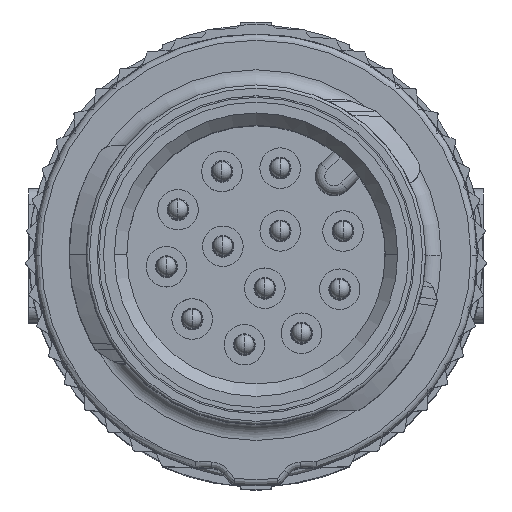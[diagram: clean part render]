
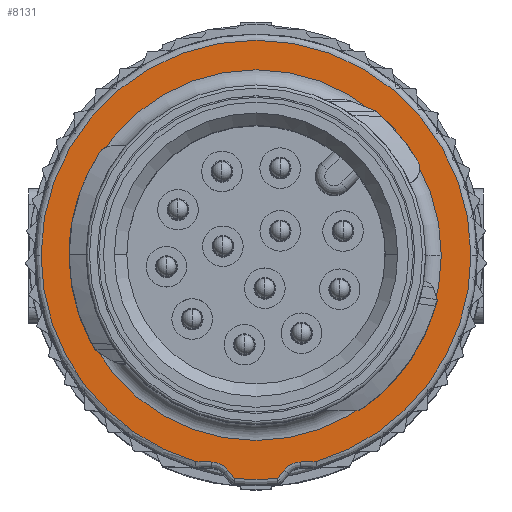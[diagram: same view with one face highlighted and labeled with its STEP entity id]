
A CAD part, top view. The second image highlights one B-rep face of the part: STEP entity #8131.
In plain terms, the highlighted planar face has unit normal (0, 0, 1).
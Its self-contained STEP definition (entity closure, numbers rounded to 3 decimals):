
#6 = VERTEX_POINT ( 'NONE', #20943 ) ;
#39 = DIRECTION ( 'NONE',  ( -0.777, 0.629, 0. ) ) ;
#286 = DIRECTION ( 'NONE',  ( 0., 0., -1. ) ) ;
#297 = CARTESIAN_POINT ( 'NONE',  ( -0.901, -6.901, 0. ) ) ;
#428 = VERTEX_POINT ( 'NONE', #19890 ) ;
#859 = ORIENTED_EDGE ( 'NONE', *, *, #14086, .F. ) ;
#1220 = EDGE_CURVE ( 'NONE', #6, #428, #14181, .T. ) ;
#1264 = CARTESIAN_POINT ( 'NONE',  ( -5.95, 0., 0. ) ) ;
#1933 = FACE_BOUND ( 'NONE', #7362, .T. ) ;
#1993 = EDGE_CURVE ( 'NONE', #4353, #6, #16309, .T. ) ;
#2359 = DIRECTION ( 'NONE',  ( -0.28, -0.96, 0. ) ) ;
#2831 = DIRECTION ( 'NONE',  ( 0.035, 0.999, 0. ) ) ;
#2849 = EDGE_CURVE ( 'NONE', #11956, #13018, #12459, .T. ) ;
#2952 = CARTESIAN_POINT ( 'NONE',  ( 1.931, -6.624, 0. ) ) ;
#3596 = LINE ( 'NONE', #20501, #6641 ) ;
#3631 = CARTESIAN_POINT ( 'NONE',  ( 0., 0., 0. ) ) ;
#3721 = VERTEX_POINT ( 'NONE', #2952 ) ;
#3851 = DIRECTION ( 'NONE',  ( 0., 0., 1. ) ) ;
#4024 = DIRECTION ( 'NONE',  ( 0., 0., -1. ) ) ;
#4104 = VERTEX_POINT ( 'NONE', #15970 ) ;
#4353 = VERTEX_POINT ( 'NONE', #13748 ) ;
#4593 = ORIENTED_EDGE ( 'NONE', *, *, #15104, .T. ) ;
#4929 = DIRECTION ( 'NONE',  ( 0., -1., 0. ) ) ;
#5077 = DIRECTION ( 'NONE',  ( 0.629, -0.777, 0. ) ) ;
#5438 = ORIENTED_EDGE ( 'NONE', *, *, #19333, .T. ) ;
#5590 = DIRECTION ( 'NONE',  ( 0.999, -0.035, 0. ) ) ;
#5797 = DIRECTION ( 'NONE',  ( 0., 0., 1. ) ) ;
#5887 = EDGE_CURVE ( 'NONE', #10896, #15139, #16560, .T. ) ;
#6142 = CARTESIAN_POINT ( 'NONE',  ( 1.366, -6.644, 0. ) ) ;
#6252 = CARTESIAN_POINT ( 'NONE',  ( -1.931, -6.624, 0. ) ) ;
#6333 = DIRECTION ( 'NONE',  ( 0., 0., -1. ) ) ;
#6641 = VECTOR ( 'NONE', #5590, 1000. ) ;
#6995 = ORIENTED_EDGE ( 'NONE', *, *, #11006, .T. ) ;
#7362 = EDGE_LOOP ( 'NONE', ( #14550, #859 ) ) ;
#7906 = ORIENTED_EDGE ( 'NONE', *, *, #15504, .F. ) ;
#8131 = ADVANCED_FACE ( 'NONE', ( #1933, #16048 ), #8706, .F. ) ;
#8625 = AXIS2_PLACEMENT_3D ( 'NONE', #20819, #4024, #2359 ) ;
#8706 = PLANE ( 'NONE',  #8803 ) ;
#8803 = AXIS2_PLACEMENT_3D ( 'NONE', #15424, #286, #13778 ) ;
#8819 = CIRCLE ( 'NONE', #12674, 6.9 ) ;
#9524 = AXIS2_PLACEMENT_3D ( 'NONE', #14414, #6333, #11207 ) ;
#9775 = VERTEX_POINT ( 'NONE', #297 ) ;
#9956 = CARTESIAN_POINT ( 'NONE',  ( -0.935, -6.859, 0. ) ) ;
#10051 = VERTEX_POINT ( 'NONE', #6252 ) ;
#10223 = CARTESIAN_POINT ( 'NONE',  ( 1.421, -6.642, 0. ) ) ;
#10309 = AXIS2_PLACEMENT_3D ( 'NONE', #11234, #17965, #2831 ) ;
#10543 = DIRECTION ( 'NONE',  ( 0.629, 0.777, 0. ) ) ;
#10666 = DIRECTION ( 'NONE',  ( -0.095, -0.995, 0. ) ) ;
#10789 = AXIS2_PLACEMENT_3D ( 'NONE', #17157, #20029, #39 ) ;
#10896 = VERTEX_POINT ( 'NONE', #15663 ) ;
#11006 = EDGE_CURVE ( 'NONE', #4104, #9775, #15234, .T. ) ;
#11014 = DIRECTION ( 'NONE',  ( 0.999, 0.035, 0. ) ) ;
#11207 = DIRECTION ( 'NONE',  ( -0.28, -0.96, 0. ) ) ;
#11234 = CARTESIAN_POINT ( 'NONE',  ( -1.445, -7.342, 0. ) ) ;
#11575 = VECTOR ( 'NONE', #11014, 1000. ) ;
#11814 = ORIENTED_EDGE ( 'NONE', *, *, #1220, .T. ) ;
#11956 = VERTEX_POINT ( 'NONE', #21379 ) ;
#12459 = CIRCLE ( 'NONE', #15277, 5.95 ) ;
#12674 = AXIS2_PLACEMENT_3D ( 'NONE', #13400, #16699, #14942 ) ;
#13018 = VERTEX_POINT ( 'NONE', #1264 ) ;
#13159 = CARTESIAN_POINT ( 'NONE',  ( 0., 0., 0. ) ) ;
#13183 = VECTOR ( 'NONE', #5077, 1000. ) ;
#13330 = CARTESIAN_POINT ( 'NONE',  ( 0., 0., 0. ) ) ;
#13400 = CARTESIAN_POINT ( 'NONE',  ( 0., 0., 0. ) ) ;
#13740 = ORIENTED_EDGE ( 'NONE', *, *, #19255, .T. ) ;
#13748 = CARTESIAN_POINT ( 'NONE',  ( -0.686, -7.167, 0. ) ) ;
#13778 = DIRECTION ( 'NONE',  ( 0., -1., 0. ) ) ;
#13885 = AXIS2_PLACEMENT_3D ( 'NONE', #13159, #5797, #10666 ) ;
#14086 = EDGE_CURVE ( 'NONE', #13018, #11956, #18423, .T. ) ;
#14181 = LINE ( 'NONE', #20918, #18731 ) ;
#14217 = AXIS2_PLACEMENT_3D ( 'NONE', #3631, #3851, #20215 ) ;
#14414 = CARTESIAN_POINT ( 'NONE',  ( 0., 0., 0. ) ) ;
#14550 = ORIENTED_EDGE ( 'NONE', *, *, #2849, .F. ) ;
#14942 = DIRECTION ( 'NONE',  ( -0.28, -0.96, 0. ) ) ;
#15104 = EDGE_CURVE ( 'NONE', #9775, #4353, #19876, .T. ) ;
#15113 = ORIENTED_EDGE ( 'NONE', *, *, #19852, .F. ) ;
#15139 = VERTEX_POINT ( 'NONE', #19986 ) ;
#15234 = CIRCLE ( 'NONE', #10309, 0.7 ) ;
#15277 = AXIS2_PLACEMENT_3D ( 'NONE', #13330, #20058, #4929 ) ;
#15424 = CARTESIAN_POINT ( 'NONE',  ( 0., 0., 0. ) ) ;
#15504 = EDGE_CURVE ( 'NONE', #15139, #3721, #18121, .T. ) ;
#15663 = CARTESIAN_POINT ( 'NONE',  ( -6.9, 0., 0. ) ) ;
#15970 = CARTESIAN_POINT ( 'NONE',  ( -1.421, -6.642, 0. ) ) ;
#16048 = FACE_OUTER_BOUND ( 'NONE', #19016, .T. ) ;
#16180 = ORIENTED_EDGE ( 'NONE', *, *, #5887, .F. ) ;
#16309 = CIRCLE ( 'NONE', #13885, 7.2 ) ;
#16560 = CIRCLE ( 'NONE', #9524, 6.9 ) ;
#16650 = ORIENTED_EDGE ( 'NONE', *, *, #16684, .T. ) ;
#16684 = EDGE_CURVE ( 'NONE', #428, #19543, #18885, .T. ) ;
#16699 = DIRECTION ( 'NONE',  ( 0., 0., -1. ) ) ;
#17157 = CARTESIAN_POINT ( 'NONE',  ( 1.445, -7.342, 0. ) ) ;
#17187 = ORIENTED_EDGE ( 'NONE', *, *, #1993, .T. ) ;
#17965 = DIRECTION ( 'NONE',  ( 0., 0., -1. ) ) ;
#18121 = CIRCLE ( 'NONE', #8625, 6.9 ) ;
#18423 = CIRCLE ( 'NONE', #14217, 5.95 ) ;
#18731 = VECTOR ( 'NONE', #10543, 1000. ) ;
#18885 = CIRCLE ( 'NONE', #10789, 0.7 ) ;
#19016 = EDGE_LOOP ( 'NONE', ( #5438, #7906, #16180, #15113, #13740, #6995, #4593, #17187, #11814, #16650 ) ) ;
#19255 = EDGE_CURVE ( 'NONE', #10051, #4104, #3596, .T. ) ;
#19333 = EDGE_CURVE ( 'NONE', #19543, #3721, #19600, .T. ) ;
#19543 = VERTEX_POINT ( 'NONE', #10223 ) ;
#19600 = LINE ( 'NONE', #6142, #11575 ) ;
#19852 = EDGE_CURVE ( 'NONE', #10051, #10896, #8819, .T. ) ;
#19876 = LINE ( 'NONE', #9956, #13183 ) ;
#19890 = CARTESIAN_POINT ( 'NONE',  ( 0.901, -6.901, 0. ) ) ;
#19986 = CARTESIAN_POINT ( 'NONE',  ( 6.9, 0., 0. ) ) ;
#20029 = DIRECTION ( 'NONE',  ( 0., 0., -1. ) ) ;
#20058 = DIRECTION ( 'NONE',  ( 0., 0., 1. ) ) ;
#20215 = DIRECTION ( 'NONE',  ( 0., -1., 0. ) ) ;
#20501 = CARTESIAN_POINT ( 'NONE',  ( -2.992, -6.587, 0. ) ) ;
#20819 = CARTESIAN_POINT ( 'NONE',  ( 0., 0., 0. ) ) ;
#20918 = CARTESIAN_POINT ( 'NONE',  ( 0.651, -7.21, 0. ) ) ;
#20943 = CARTESIAN_POINT ( 'NONE',  ( 0.686, -7.167, 0. ) ) ;
#21379 = CARTESIAN_POINT ( 'NONE',  ( 5.95, 0., 0. ) ) ;
